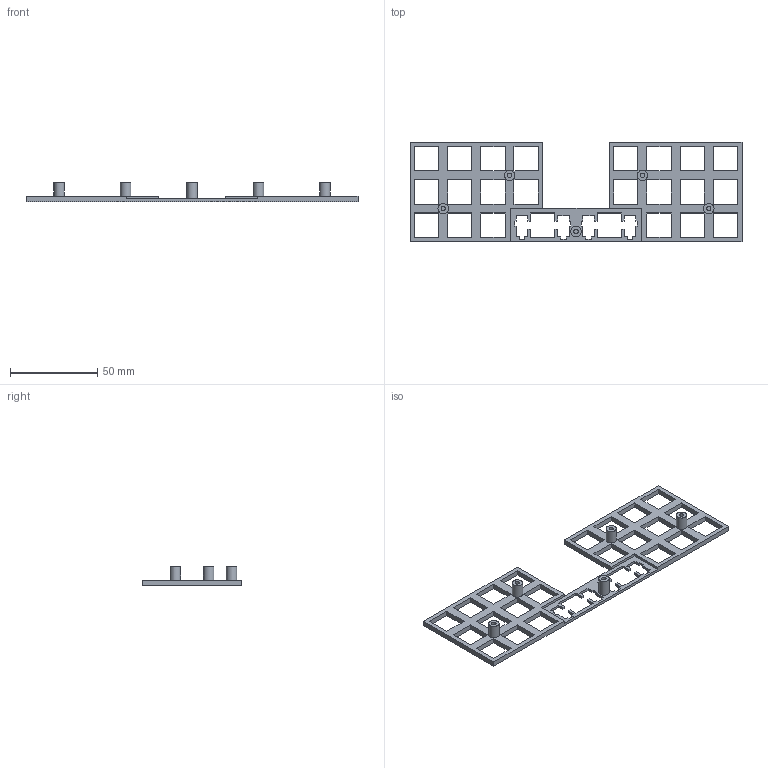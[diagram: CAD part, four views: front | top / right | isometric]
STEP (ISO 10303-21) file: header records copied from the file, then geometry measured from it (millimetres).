
FILE_DESCRIPTION(/* description */ (''),/* implementation_level */ '2;1');
FILE_NAME(/* name */ 'Plate v4.step',/* time_stamp */ '2024-01-27T18:47:26+01:00',/* author */ (''),/* organization */ (''),/* preprocessor_version */ 'ST-DEVELOPER v20',/* originating_system */ 'Autodesk Translation Framework v12.14.0.127',/* authorisation */ '');
FILE_SCHEMA (('AUTOMOTIVE_DESIGN { 1 0 10303 214 3 1 1 }'));
Length unit declared in the file: millimetre
Products named in the file (1): Plate
Bounding box: 190.5 x 57.15 x 11 mm (x, y, z)
Volume: 13025.3 mm3; surface area: 15532.3 mm2
Topology: 1 solids, 1 shells, 196 faces, 550 edges, 366 vertices
Faces by surface type: plane 186, cylinder 10
Full cylindrical faces by diameter (mm): 2.5 x5, 6 x5
Entity records: 6327 total; most frequent: CARTESIAN_POINT 1113, ORIENTED_EDGE 1100, DIRECTION 964, EDGE_CURVE 550, LINE 530, VECTOR 530, VERTEX_POINT 366, EDGE_LOOP 254
